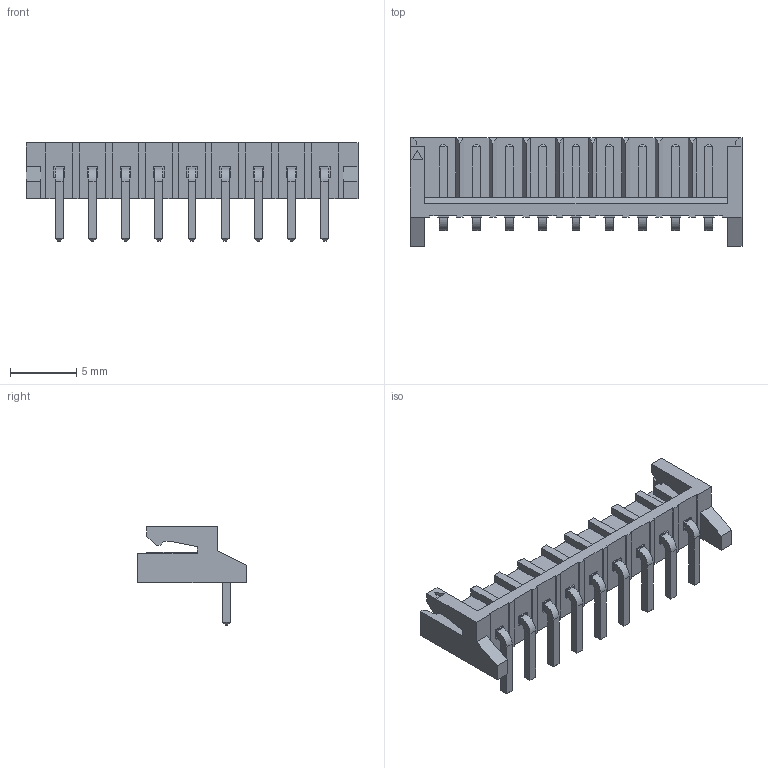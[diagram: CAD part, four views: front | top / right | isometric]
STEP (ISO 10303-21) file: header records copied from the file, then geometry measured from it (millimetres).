
FILE_DESCRIPTION (( 'STEP AP214' ), '1' );
FILE_NAME ('JST-S9B-EH-A.STEP', '2020-12-30T03:36:49', ( '' ), ( '' ), 'SwSTEP 2.0', 'SolidWorks 2020', '' );
FILE_SCHEMA (( 'AUTOMOTIVE_DESIGN' ));
Length unit declared in the file: millimetre
Products named in the file (1): JST-S9B-EH-A
Bounding box: 25 x 8.2 x 7.4 mm (x, y, z)
Volume: 299 mm3; surface area: 838.9 mm2
Topology: 1 solids, 1 shells, 360 faces, 863 edges, 534 vertices
Faces by surface type: plane 340, cylinder 20
Entity records: 14056 total; most frequent: CARTESIAN_POINT 1758, ORIENTED_EDGE 1726, DIRECTION 1625, EDGE_CURVE 863, VECTOR 823, LINE 823, VERTEX_POINT 534, AXIS2_PLACEMENT_3D 401
